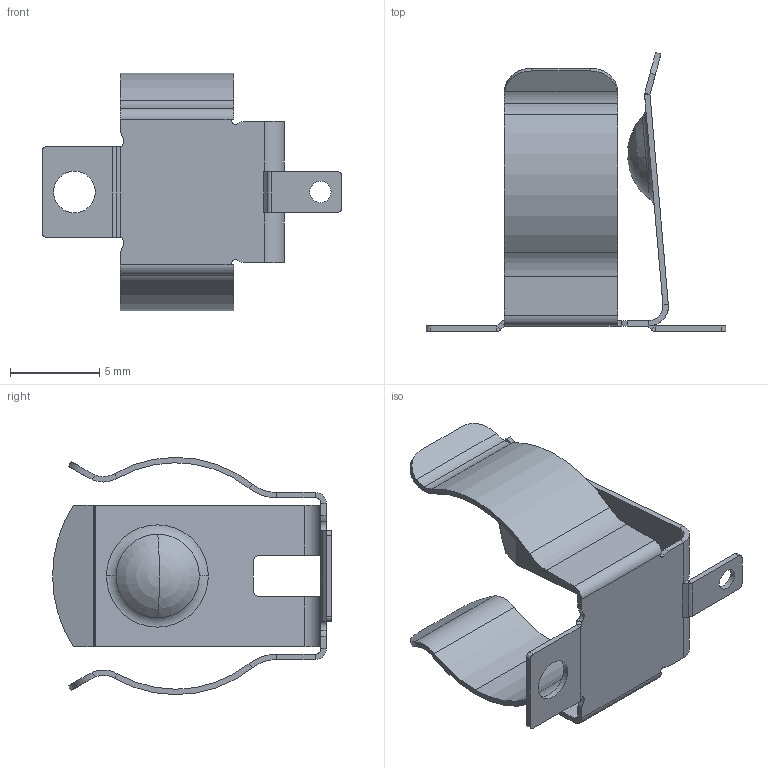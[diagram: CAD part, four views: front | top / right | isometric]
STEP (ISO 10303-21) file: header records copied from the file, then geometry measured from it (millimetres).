
FILE_DESCRIPTION (( 'STEP AP214' ), '1' );
FILE_NAME ('553TR.STEP', '2023-09-04T06:08:07', ( '' ), ( '' ), 'SwSTEP 2.0', 'SolidWorks 2021', '' );
FILE_SCHEMA (( 'AUTOMOTIVE_DESIGN' ));
Length unit declared in the file: millimetre
Products named in the file (2): 553TR; 553TR_553TR
Assembly tree (1 placements, depth 2):
  553TR
    553TR_553TR
Bounding box: 16.8 x 15.64 x 13.31 mm (x, y, z)
Volume: 122.4 mm3; surface area: 853.1 mm2
Topology: 1 solids, 1 shells, 149 faces, 351 edges, 200 vertices
Faces by surface type: plane 85, cylinder 56, sphere 4, torus 4
Entity records: 4227 total; most frequent: DIRECTION 773, CARTESIAN_POINT 720, ORIENTED_EDGE 690, EDGE_CURVE 345, AXIS2_PLACEMENT_3D 283, LINE 207, VECTOR 207, VERTEX_POINT 198
